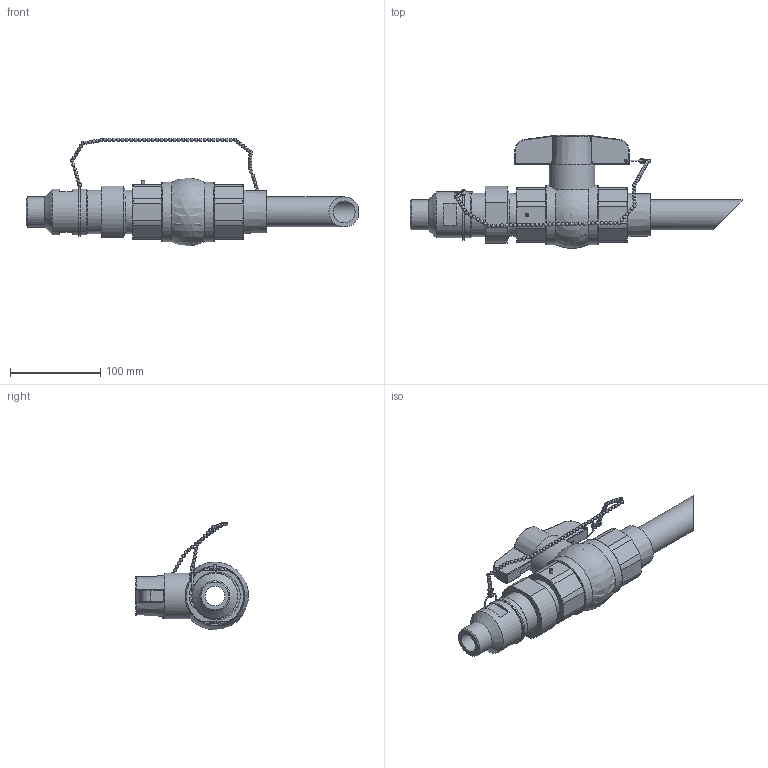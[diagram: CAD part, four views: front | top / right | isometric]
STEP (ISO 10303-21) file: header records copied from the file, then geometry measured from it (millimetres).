
FILE_DESCRIPTION(/* description */ (''),/* implementation_level */ '2;1');
FILE_NAME(/* name */ 'CS-10A15A-4IA-AAA_R0.stp',/* time_stamp */ '2024-11-15T09:15:24-05:00',/* author */ ('SalesDesk5'),/* organization */ (''),/* preprocessor_version */ 'ST-DEVELOPER v20',/* originating_system */ 'Autodesk Inventor 2025',/* authorisation */ '');
FILE_SCHEMA (('CONFIG_CONTROL_DESIGN'));
Length unit declared in the file: inch
Products named in the file (14): CS-10A15A-4IA-AAA; VMTE-1-ASSY; VMTE-1.5; CS-8GLD-15A15A-10-PVC-GLD; NIPPLE-75-PVC_R0; CCSR-V-SCREW; IQ-CS-10A15A-6IB-A; CS-4BODY-10A15A-PVC; PIPE-10A15A-PVC-4IB; a_50_unstressed; CS-1520POLY-CHAIN_R0; gn_10882_02; 20MMKR_R0; CHAIN-END30mm_R0
Assembly tree (26 placements, depth 3):
  CS-10A15A-4IA-AAA
    VMTE-1-ASSY
      VMTE-1.5
      CS-8GLD-15A15A-10-PVC-GLD
      NIPPLE-75-PVC_R0
      CCSR-V-SCREW
    IQ-CS-10A15A-6IB-A
      CS-4BODY-10A15A-PVC
      PIPE-10A15A-PVC-4IB
    a_50_unstressed
    CS-1520POLY-CHAIN_R0
      CHAIN-END30mm_R0  x12
      gn_10882_02  x2
      20MMKR_R0  x2
Bounding box: 367.79 x 125.18 x 119.22 mm (x, y, z)
Volume: 656177.1 mm3; surface area: 174090.1 mm2
Topology: 23 solids, 23 shells, 422 faces, 1076 edges, 693 vertices
Faces by surface type: cylinder 152, plane 127, sphere 89, bspline 26, torus 16, cone 12
Full cylindrical faces by diameter (mm): 0.9 x72, 2.5 x2, 2.54 x1, 3.175 x1, 3.8 x2, 3.81 x2, 4 x2, 19.05 x1, 21.59 x1, 24.308 x1, 33.401 x2, 34.722 x2, 37.49 x1, 37.719 x1, 41.783 x1, 43.18 x1, 45.72 x1, 47.244 x1, 48.26 x2, 50.8 x3, 66.04 x2
Entity records: 8807 total; most frequent: CARTESIAN_POINT 2412, DIRECTION 1290, ORIENTED_EDGE 1160, EDGE_CURVE 580, AXIS2_PLACEMENT_3D 532, VERTEX_POINT 370, EDGE_LOOP 282, CIRCLE 270
